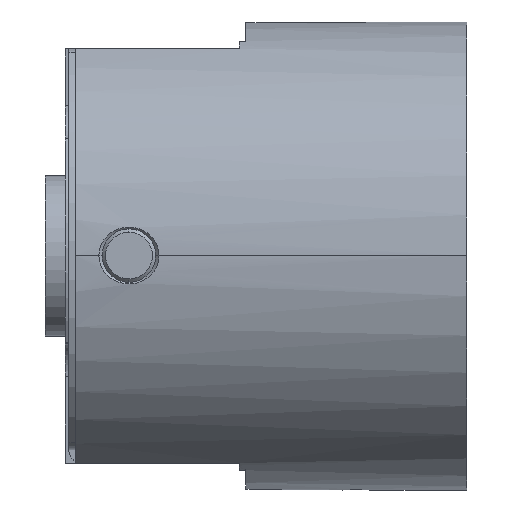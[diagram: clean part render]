
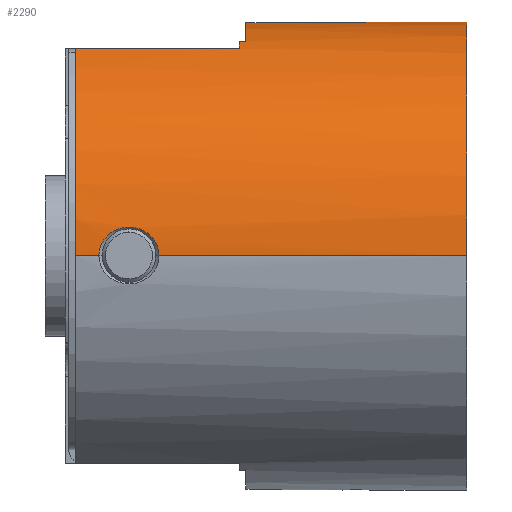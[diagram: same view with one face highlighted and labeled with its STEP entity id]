
A CAD part, top view. The second image highlights one B-rep face of the part: STEP entity #2290.
In plain terms, the highlighted cylindrical face has radius 35 mm (diameter 70 mm), a partial arc.
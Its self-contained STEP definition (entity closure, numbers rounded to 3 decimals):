
#595=CARTESIAN_POINT('',(-35.0,0.,-17.0));
#596=VERTEX_POINT('',#595);
#603=CARTESIAN_POINT('',(-35.0,0.,-8.0));
#604=VERTEX_POINT('',#603);
#732=CARTESIAN_POINT('',(35.0,0.0,38.0));
#733=VERTEX_POINT('',#732);
#734=CARTESIAN_POINT('',(35.0,0.0,5.));
#735=VERTEX_POINT('',#734);
#736=CARTESIAN_POINT('',(35.0,0.0,38.0));
#737=DIRECTION('',(0.0,0.0,-1.0));
#738=VECTOR('',#737,33.0);
#739=LINE('',#736,#738);
#740=EDGE_CURVE('',#733,#735,#739,.T.);
#742=CARTESIAN_POINT('',(-35.0,0.,38.0));
#743=VERTEX_POINT('',#742);
#751=CARTESIAN_POINT('',(-35.0,0.,38.0));
#752=DIRECTION('',(0.0,0.0,-1.0));
#753=VECTOR('',#752,46.0);
#754=LINE('',#751,#753);
#755=EDGE_CURVE('',#743,#604,#754,.T.);
#758=CARTESIAN_POINT('',(-35.0,0.,-20.5));
#759=VERTEX_POINT('',#758);
#760=CARTESIAN_POINT('',(-35.0,0.,-17.0));
#761=DIRECTION('',(0.0,0.0,-1.0));
#762=VECTOR('',#761,3.5);
#763=LINE('',#760,#762);
#764=EDGE_CURVE('',#596,#759,#763,.T.);
#1833=CARTESIAN_POINT('',(-16.248,31.0,-20.5));
#1834=VERTEX_POINT('',#1833);
#1841=CARTESIAN_POINT('',(-16.248,31.0,4.));
#1842=VERTEX_POINT('',#1841);
#1843=CARTESIAN_POINT('',(-16.248,31.0,4.));
#1844=DIRECTION('',(0.0,0.0,-1.0));
#1845=VECTOR('',#1844,24.5);
#1846=LINE('',#1843,#1845);
#1847=EDGE_CURVE('',#1842,#1834,#1846,.T.);
#1903=CARTESIAN_POINT('',(0.0,0.0,-20.5));
#1904=DIRECTION('',(0.0,0.0,1.0));
#1905=DIRECTION('',(1.0,0.0,0.0));
#1906=AXIS2_PLACEMENT_3D('',#1903,#1904,#1905);
#1907=CIRCLE('',#1906,35.0);
#1908=EDGE_CURVE('',#1834,#759,#1907,.T.);
#2210=CARTESIAN_POINT('',(0.0,0.0,-25.0));
#2211=DIRECTION('',(0.0,0.0,1.0));
#2212=DIRECTION('',(1.0,0.0,0.0));
#2213=AXIS2_PLACEMENT_3D('',#2210,#2211,#2212);
#2214=CYLINDRICAL_SURFACE('',#2213,35.0);
#2215=ORIENTED_EDGE('',*,*,#740,.T.);
#2216=CARTESIAN_POINT('',(-14.,32.078,5.));
#2217=VERTEX_POINT('',#2216);
#2218=CARTESIAN_POINT('',(0.0,0.0,5.));
#2219=DIRECTION('',(0.0,0.0,1.0));
#2220=DIRECTION('',(1.0,0.0,0.0));
#2221=AXIS2_PLACEMENT_3D('',#2218,#2219,#2220);
#2222=CIRCLE('',#2221,35.0);
#2223=EDGE_CURVE('',#735,#2217,#2222,.T.);
#2224=ORIENTED_EDGE('',*,*,#2223,.T.);
#2225=CARTESIAN_POINT('',(-14.,32.078,4.));
#2226=VERTEX_POINT('',#2225);
#2227=CARTESIAN_POINT('',(-14.,32.078,5.));
#2228=DIRECTION('',(0.0,0.0,-1.0));
#2229=VECTOR('',#2228,1.);
#2230=LINE('',#2227,#2229);
#2231=EDGE_CURVE('',#2217,#2226,#2230,.T.);
#2232=ORIENTED_EDGE('',*,*,#2231,.T.);
#2233=CARTESIAN_POINT('',(0.0,0.0,4.));
#2234=DIRECTION('',(0.0,0.0,1.0));
#2235=DIRECTION('',(1.0,0.0,0.0));
#2236=AXIS2_PLACEMENT_3D('',#2233,#2234,#2235);
#2237=CIRCLE('',#2236,35.0);
#2238=EDGE_CURVE('',#2226,#1842,#2237,.T.);
#2239=ORIENTED_EDGE('',*,*,#2238,.T.);
#2240=ORIENTED_EDGE('',*,*,#1847,.T.);
#2241=ORIENTED_EDGE('',*,*,#1908,.T.);
#2242=ORIENTED_EDGE('',*,*,#764,.F.);
#2243=CARTESIAN_POINT('',(-35.0,0.,-17.0));
#2244=CARTESIAN_POINT('',(-35.0,0.277,-17.0));
#2245=CARTESIAN_POINT('',(-34.997,0.562,-16.971));
#2246=CARTESIAN_POINT('',(-34.983,1.125,-16.849));
#2247=CARTESIAN_POINT('',(-34.973,1.404,-16.757));
#2248=CARTESIAN_POINT('',(-34.947,1.936,-16.515));
#2249=CARTESIAN_POINT('',(-34.932,2.189,-16.365));
#2250=CARTESIAN_POINT('',(-34.9,2.654,-16.021));
#2251=CARTESIAN_POINT('',(-34.883,2.866,-15.828));
#2252=CARTESIAN_POINT('',(-34.851,3.235,-15.422));
#2253=CARTESIAN_POINT('',(-34.834,3.406,-15.196));
#2254=CARTESIAN_POINT('',(-34.804,3.705,-14.708));
#2255=CARTESIAN_POINT('',(-34.79,3.834,-14.446));
#2256=CARTESIAN_POINT('',(-34.766,4.04,-13.903));
#2257=CARTESIAN_POINT('',(-34.757,4.117,-13.621));
#2258=CARTESIAN_POINT('',(-34.745,4.218,-13.056));
#2259=CARTESIAN_POINT('',(-34.742,4.242,-12.773));
#2260=CARTESIAN_POINT('',(-34.742,4.242,-12.227));
#2261=CARTESIAN_POINT('',(-34.745,4.218,-11.944));
#2262=CARTESIAN_POINT('',(-34.757,4.117,-11.379));
#2263=CARTESIAN_POINT('',(-34.766,4.04,-11.097));
#2264=CARTESIAN_POINT('',(-34.79,3.834,-10.554));
#2265=CARTESIAN_POINT('',(-34.804,3.705,-10.292));
#2266=CARTESIAN_POINT('',(-34.834,3.406,-9.804));
#2267=CARTESIAN_POINT('',(-34.851,3.235,-9.578));
#2268=CARTESIAN_POINT('',(-34.883,2.866,-9.172));
#2269=CARTESIAN_POINT('',(-34.9,2.654,-8.979));
#2270=CARTESIAN_POINT('',(-34.932,2.189,-8.635));
#2271=CARTESIAN_POINT('',(-34.947,1.936,-8.485));
#2272=CARTESIAN_POINT('',(-34.973,1.404,-8.243));
#2273=CARTESIAN_POINT('',(-34.983,1.125,-8.151));
#2274=CARTESIAN_POINT('',(-34.997,0.562,-8.029));
#2275=CARTESIAN_POINT('',(-35.0,0.277,-8.0));
#2276=CARTESIAN_POINT('',(-35.0,0.,-8.0));
#2277=B_SPLINE_CURVE_WITH_KNOTS('',3,(#2243,#2244,#2245,#2246,#2247,#2248,#2249,#2250,#2251,#2252,#2253,#2254,#2255,#2256,#2257,#2258,#2259,#2260,#2261,#2262,#2263,#2264,#2265,#2266,#2267,#2268,#2269,#2270,#2271,#2272,#2273,#2274,#2275,#2276),.UNSPECIFIED.,.F.,.U.,(4,2,2,2,2,2,2,2,2,2,2,2,2,2,2,2,4),(6.594,7.423,8.253,9.083,9.913,10.732,11.55,12.369,13.187,14.006,14.824,15.643,16.461,17.291,18.121,18.951,19.781),.UNSPECIFIED.);
#2278=EDGE_CURVE('',#596,#604,#2277,.T.);
#2279=ORIENTED_EDGE('',*,*,#2278,.T.);
#2280=ORIENTED_EDGE('',*,*,#755,.F.);
#2281=CARTESIAN_POINT('',(0.0,0.0,38.0));
#2282=DIRECTION('',(0.0,0.0,-1.0));
#2283=DIRECTION('',(1.0,0.0,0.0));
#2284=AXIS2_PLACEMENT_3D('',#2281,#2282,#2283);
#2285=CIRCLE('',#2284,35.0);
#2286=EDGE_CURVE('',#743,#733,#2285,.T.);
#2287=ORIENTED_EDGE('',*,*,#2286,.T.);
#2288=EDGE_LOOP('',(#2215,#2224,#2232,#2239,#2240,#2241,#2242,#2279,#2280,#2287));
#2289=FACE_OUTER_BOUND('',#2288,.T.);
#2290=ADVANCED_FACE('',(#2289),#2214,.T.);
